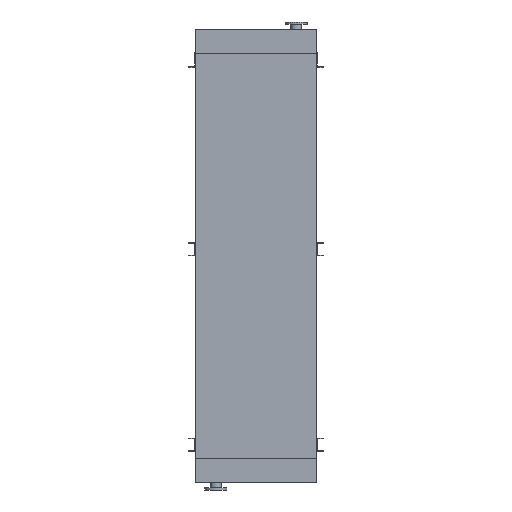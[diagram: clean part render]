
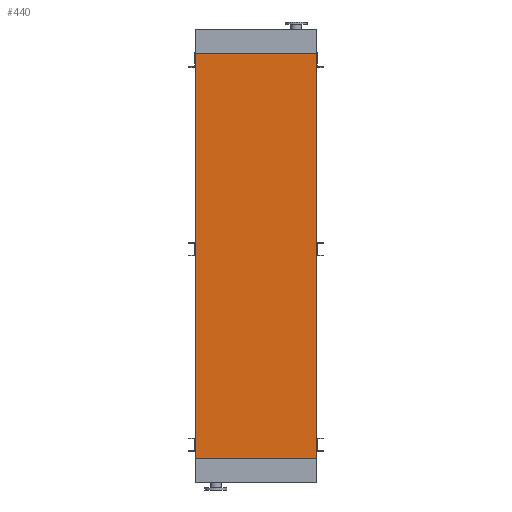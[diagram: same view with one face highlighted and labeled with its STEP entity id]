
A CAD part, front view. The second image highlights one B-rep face of the part: STEP entity #440.
In plain terms, the highlighted planar face has unit normal (0, -1, 0).
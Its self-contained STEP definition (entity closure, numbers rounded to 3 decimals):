
#46 = EDGE_CURVE ( 'NONE', #16632, #2467, #4055, .T. ) ;
#440 = ADVANCED_FACE ( 'NONE', ( #4716 ), #19059, .T. ) ;
#863 = DIRECTION ( 'NONE',  ( 0., -1., 0. ) ) ;
#1773 = ORIENTED_EDGE ( 'NONE', *, *, #14364, .F. ) ;
#2103 = VECTOR ( 'NONE', #21665, 1000. ) ;
#2383 = ORIENTED_EDGE ( 'NONE', *, *, #46, .F. ) ;
#2467 = VERTEX_POINT ( 'NONE', #10567 ) ;
#3587 = LINE ( 'NONE', #9321, #2103 ) ;
#3930 = CARTESIAN_POINT ( 'NONE',  ( -605., 0., -4050. ) ) ;
#3935 = LINE ( 'NONE', #7331, #20383 ) ;
#4055 = LINE ( 'NONE', #16532, #20631 ) ;
#4716 = FACE_OUTER_BOUND ( 'NONE', #17798, .T. ) ;
#5762 = VERTEX_POINT ( 'NONE', #21714 ) ;
#6241 = CARTESIAN_POINT ( 'NONE',  ( -605., 0., 0. ) ) ;
#7331 = CARTESIAN_POINT ( 'NONE',  ( -605., 0., -4050. ) ) ;
#8700 = EDGE_CURVE ( 'NONE', #10598, #5762, #14557, .T. ) ;
#9321 = CARTESIAN_POINT ( 'NONE',  ( 605., 0., -4050. ) ) ;
#10567 = CARTESIAN_POINT ( 'NONE',  ( 605., 0., 0. ) ) ;
#10598 = VERTEX_POINT ( 'NONE', #12649 ) ;
#12477 = DIRECTION ( 'NONE',  ( 0., 0., 1. ) ) ;
#12649 = CARTESIAN_POINT ( 'NONE',  ( -605., 0., -4050. ) ) ;
#14364 = EDGE_CURVE ( 'NONE', #10598, #16632, #3935, .T. ) ;
#14557 = LINE ( 'NONE', #3930, #21694 ) ;
#15192 = EDGE_CURVE ( 'NONE', #5762, #2467, #3587, .T. ) ;
#15335 = DIRECTION ( 'NONE',  ( 0., 0., -1. ) ) ;
#16072 = DIRECTION ( 'NONE',  ( 1., 0., 0. ) ) ;
#16532 = CARTESIAN_POINT ( 'NONE',  ( -605., 0., 0. ) ) ;
#16632 = VERTEX_POINT ( 'NONE', #6241 ) ;
#17276 = AXIS2_PLACEMENT_3D ( 'NONE', #20809, #863, #15335 ) ;
#17798 = EDGE_LOOP ( 'NONE', ( #2383, #1773, #17948, #18469 ) ) ;
#17948 = ORIENTED_EDGE ( 'NONE', *, *, #8700, .T. ) ;
#18469 = ORIENTED_EDGE ( 'NONE', *, *, #15192, .T. ) ;
#19059 = PLANE ( 'NONE',  #17276 ) ;
#19451 = DIRECTION ( 'NONE',  ( 1., 0., 0. ) ) ;
#20383 = VECTOR ( 'NONE', #12477, 1000. ) ;
#20631 = VECTOR ( 'NONE', #16072, 1000. ) ;
#20809 = CARTESIAN_POINT ( 'NONE',  ( -605., 0., -4050. ) ) ;
#21665 = DIRECTION ( 'NONE',  ( 0., 0., 1. ) ) ;
#21694 = VECTOR ( 'NONE', #19451, 1000. ) ;
#21714 = CARTESIAN_POINT ( 'NONE',  ( 605., 0., -4050. ) ) ;
